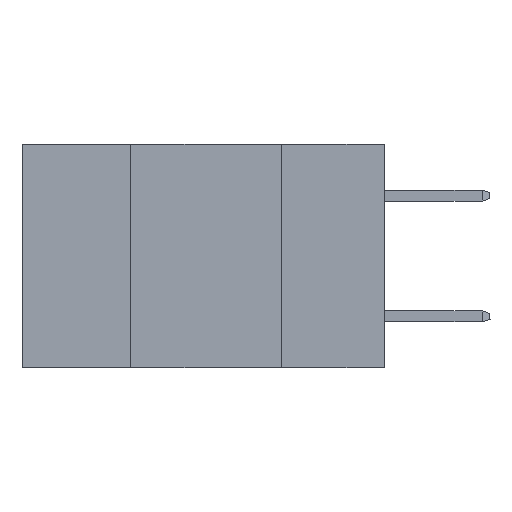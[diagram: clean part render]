
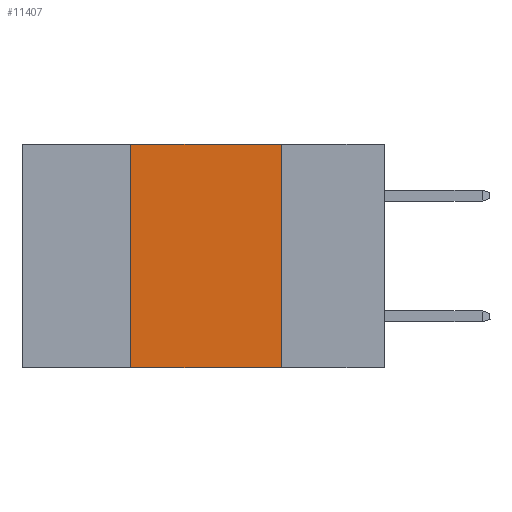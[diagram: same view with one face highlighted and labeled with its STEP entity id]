
A CAD part, left-side view. The second image highlights one B-rep face of the part: STEP entity #11407.
In plain terms, the highlighted planar face has unit normal (-1, 0, 0).
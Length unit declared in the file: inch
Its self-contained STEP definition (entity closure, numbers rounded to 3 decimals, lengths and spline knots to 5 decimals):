
#93 = VERTEX_POINT ( 'NONE', #19384 ) ;
#2286 = EDGE_CURVE ( 'NONE', #7851, #10487, #11061, .T. ) ;
#2299 = FACE_OUTER_BOUND ( 'NONE', #20467, .T. ) ;
#2327 = DIRECTION ( 'NONE',  ( 0., 0., 1. ) ) ;
#2391 = DIRECTION ( 'NONE',  ( 0., 0., -1. ) ) ;
#2512 = LINE ( 'NONE', #16728, #6299 ) ;
#2827 = DIRECTION ( 'NONE',  ( 0., 0., -1. ) ) ;
#2835 = LINE ( 'NONE', #10311, #6650 ) ;
#5231 = ORIENTED_EDGE ( 'NONE', *, *, #11960, .F. ) ;
#6299 = VECTOR ( 'NONE', #2391, 39.37008 ) ;
#6541 = ORIENTED_EDGE ( 'NONE', *, *, #16180, .F. ) ;
#6650 = VECTOR ( 'NONE', #2327, 39.37008 ) ;
#7202 = CARTESIAN_POINT ( 'NONE',  ( 0., 0.6, 0. ) ) ;
#7636 = PLANE ( 'NONE',  #8039 ) ;
#7851 = VERTEX_POINT ( 'NONE', #16492 ) ;
#8003 = VERTEX_POINT ( 'NONE', #12660 ) ;
#8039 = AXIS2_PLACEMENT_3D ( 'NONE', #10828, #12449, #2827 ) ;
#9816 = EDGE_CURVE ( 'NONE', #7851, #8003, #2835, .T. ) ;
#10311 = CARTESIAN_POINT ( 'NONE',  ( 0., 0.42, -0.37 ) ) ;
#10487 = VERTEX_POINT ( 'NONE', #16713 ) ;
#10828 = CARTESIAN_POINT ( 'NONE',  ( 0., 0.6, 0. ) ) ;
#11061 = LINE ( 'NONE', #12132, #14815 ) ;
#11407 = ADVANCED_FACE ( 'NONE', ( #2299 ), #7636, .F. ) ;
#11960 = EDGE_CURVE ( 'NONE', #8003, #93, #17201, .T. ) ;
#12132 = CARTESIAN_POINT ( 'NONE',  ( 0., 0.6, -0.37 ) ) ;
#12449 = DIRECTION ( 'NONE',  ( 1., 0., 0. ) ) ;
#12660 = CARTESIAN_POINT ( 'NONE',  ( 0., 0.42, 0. ) ) ;
#13081 = VECTOR ( 'NONE', #16662, 39.37008 ) ;
#14815 = VECTOR ( 'NONE', #19810, 39.37008 ) ;
#15433 = ORIENTED_EDGE ( 'NONE', *, *, #9816, .F. ) ;
#16180 = EDGE_CURVE ( 'NONE', #93, #10487, #2512, .T. ) ;
#16492 = CARTESIAN_POINT ( 'NONE',  ( 0., 0.42, -0.37 ) ) ;
#16662 = DIRECTION ( 'NONE',  ( 0., -1., 0. ) ) ;
#16713 = CARTESIAN_POINT ( 'NONE',  ( 0., 0.17, -0.37 ) ) ;
#16728 = CARTESIAN_POINT ( 'NONE',  ( 0., 0.17, -0.37 ) ) ;
#17201 = LINE ( 'NONE', #7202, #13081 ) ;
#17969 = ORIENTED_EDGE ( 'NONE', *, *, #2286, .T. ) ;
#19384 = CARTESIAN_POINT ( 'NONE',  ( 0., 0.17, 0. ) ) ;
#19810 = DIRECTION ( 'NONE',  ( 0., -1., 0. ) ) ;
#20467 = EDGE_LOOP ( 'NONE', ( #6541, #5231, #15433, #17969 ) ) ;
